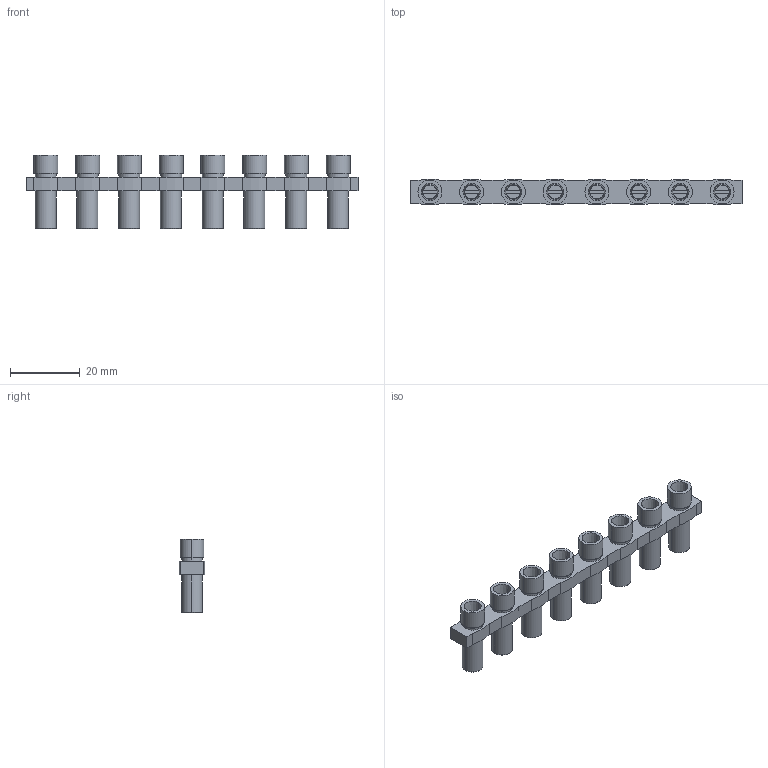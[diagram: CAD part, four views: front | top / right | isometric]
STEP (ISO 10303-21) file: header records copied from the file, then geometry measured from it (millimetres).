
FILE_DESCRIPTION (( 'STEP AP203' ), '1' );
FILE_NAME ('8''LÝ - MRK 16 ÜST KÖPRÜ VÝDALI.STEP', '2020-03-26T07:36:12', ( '' ), ( '' ), 'SwSTEP 2.0', 'SolidWorks 2011', '' );
FILE_SCHEMA (( 'CONFIG_CONTROL_DESIGN' ));
Length unit declared in the file: millimetre
Products named in the file (1): 8''LÝ - MRK 16 ÜST KÖPRÜ VÝDALI
Bounding box: 95.4 x 7.32 x 21.2 mm (x, y, z)
Volume: 6126.9 mm3; surface area: 6858 mm2
Topology: 1 solids, 9 shells, 380 faces, 880 edges, 576 vertices
Faces by surface type: cylinder 132, plane 128, bspline 72, cone 48
Entity records: 12009 total; most frequent: CARTESIAN_POINT 3437, DIRECTION 1802, ORIENTED_EDGE 1760, EDGE_CURVE 880, AXIS2_PLACEMENT_3D 765, VERTEX_POINT 576, CIRCLE 456, EDGE_LOOP 454
